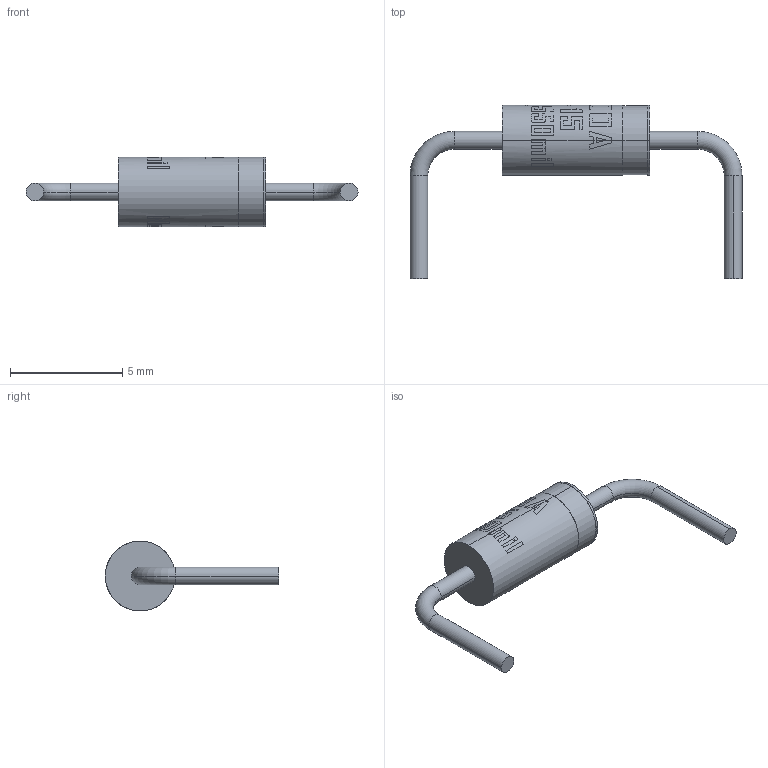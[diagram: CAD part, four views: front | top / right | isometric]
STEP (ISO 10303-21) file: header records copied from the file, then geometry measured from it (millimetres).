
FILE_DESCRIPTION (( 'STEP AP214' ), '1' );
FILE_NAME ('DO-15_Normal_550mil_rev1.0.STEP', '2023-03-16T20:36:52', ( '' ), ( '' ), 'SwSTEP 2.0', 'SolidWorks 2020', '' );
FILE_SCHEMA (( 'AUTOMOTIVE_DESIGN' ));
Length unit declared in the file: millimetre
Products named in the file (1): DO-15_Normal_550mil_rev1.0
Bounding box: 14.76 x 7.7 x 3.1 mm (x, y, z)
Volume: 58.3 mm3; surface area: 124.5 mm2
Topology: 1 solids, 1 shells, 63 faces, 348 edges, 323 vertices
Faces by surface type: cylinder 53, plane 6, torus 4
Entity records: 5050 total; most frequent: CARTESIAN_POINT 1440, ORIENTED_EDGE 696, DIRECTION 523, EDGE_CURVE 348, VERTEX_POINT 323, AXIS2_PLACEMENT_3D 206, CIRCLE 142, LINE 111
